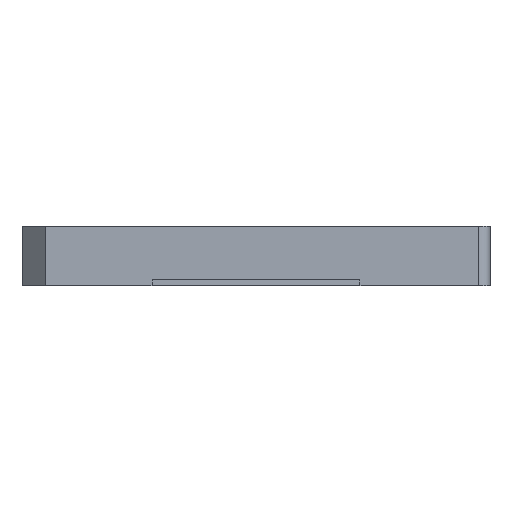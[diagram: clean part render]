
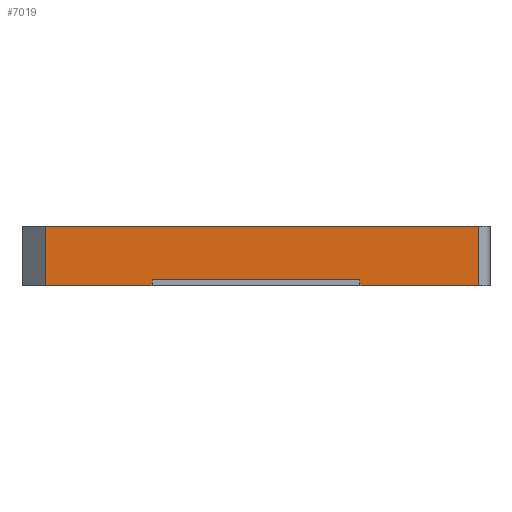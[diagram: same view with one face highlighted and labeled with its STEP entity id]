
A CAD part, left-side view. The second image highlights one B-rep face of the part: STEP entity #7019.
In plain terms, the highlighted planar face has unit normal (-1, 0, 0).
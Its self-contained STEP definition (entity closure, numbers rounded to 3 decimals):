
#431=FACE_OUTER_BOUND('',#776,.T.);
#776=EDGE_LOOP('',(#5153,#5154,#5155,#5156,#5157,#5158,#5159,#5160));
#1355=LINE('',#11093,#2243);
#1360=LINE('',#11104,#2248);
#1362=LINE('',#11107,#2250);
#1371=LINE('',#11141,#2259);
#1372=LINE('',#11143,#2260);
#1373=LINE('',#11145,#2261);
#1374=LINE('',#11147,#2262);
#1375=LINE('',#11148,#2263);
#2243=VECTOR('',#8057,10.);
#2248=VECTOR('',#8066,10.);
#2250=VECTOR('',#8070,10.);
#2259=VECTOR('',#8107,10.);
#2260=VECTOR('',#8108,10.);
#2261=VECTOR('',#8109,10.);
#2262=VECTOR('',#8110,10.);
#2263=VECTOR('',#8111,10.);
#3098=VERTEX_POINT('',#11087);
#3100=VERTEX_POINT('',#11091);
#3103=VERTEX_POINT('',#11101);
#3104=VERTEX_POINT('',#11103);
#3115=VERTEX_POINT('',#11140);
#3116=VERTEX_POINT('',#11142);
#3117=VERTEX_POINT('',#11144);
#3118=VERTEX_POINT('',#11146);
#3885=EDGE_CURVE('',#3098,#3100,#1355,.T.);
#3890=EDGE_CURVE('',#3104,#3103,#1360,.T.);
#3892=EDGE_CURVE('',#3100,#3104,#1362,.T.);
#3910=EDGE_CURVE('',#3103,#3115,#1371,.T.);
#3911=EDGE_CURVE('',#3115,#3116,#1372,.T.);
#3912=EDGE_CURVE('',#3117,#3116,#1373,.T.);
#3913=EDGE_CURVE('',#3118,#3117,#1374,.T.);
#3914=EDGE_CURVE('',#3118,#3098,#1375,.T.);
#5153=ORIENTED_EDGE('',*,*,#3885,.T.);
#5154=ORIENTED_EDGE('',*,*,#3892,.T.);
#5155=ORIENTED_EDGE('',*,*,#3890,.T.);
#5156=ORIENTED_EDGE('',*,*,#3910,.T.);
#5157=ORIENTED_EDGE('',*,*,#3911,.T.);
#5158=ORIENTED_EDGE('',*,*,#3912,.F.);
#5159=ORIENTED_EDGE('',*,*,#3913,.F.);
#5160=ORIENTED_EDGE('',*,*,#3914,.T.);
#6698=PLANE('',#7356);
#7019=ADVANCED_FACE('',(#431),#6698,.T.);
#7356=AXIS2_PLACEMENT_3D('',#11139,#8105,#8106);
#8057=DIRECTION('',(0.,0.,1.));
#8066=DIRECTION('',(0.,0.,-1.));
#8070=DIRECTION('',(0.,-1.,0.));
#8105=DIRECTION('center_axis',(-1.,0.,0.));
#8106=DIRECTION('ref_axis',(0.,-1.,0.));
#8107=DIRECTION('',(0.,-1.,0.));
#8108=DIRECTION('',(0.,0.,1.));
#8109=DIRECTION('',(0.,-1.,0.));
#8110=DIRECTION('',(0.,0.,1.));
#8111=DIRECTION('',(0.,-1.,0.));
#11087=CARTESIAN_POINT('',(-121.,-21.875,0.));
#11091=CARTESIAN_POINT('',(-121.,-21.875,1.));
#11093=CARTESIAN_POINT('',(-121.,-21.875,0.));
#11101=CARTESIAN_POINT('',(-121.,-56.875,0.));
#11103=CARTESIAN_POINT('',(-121.,-56.875,1.));
#11104=CARTESIAN_POINT('',(-121.,-56.875,0.));
#11107=CARTESIAN_POINT('',(-121.,-21.688,1.));
#11139=CARTESIAN_POINT('Origin',(-121.,-4.,0.));
#11140=CARTESIAN_POINT('',(-121.,-76.75,0.));
#11141=CARTESIAN_POINT('',(-121.,-4.,0.));
#11142=CARTESIAN_POINT('',(-121.,-76.75,10.));
#11143=CARTESIAN_POINT('',(-121.,-76.75,0.));
#11144=CARTESIAN_POINT('',(-121.,-4.,10.));
#11145=CARTESIAN_POINT('',(-121.,-4.,10.));
#11146=CARTESIAN_POINT('',(-121.,-4.,0.));
#11147=CARTESIAN_POINT('',(-121.,-4.,0.));
#11148=CARTESIAN_POINT('',(-121.,-4.,0.));
